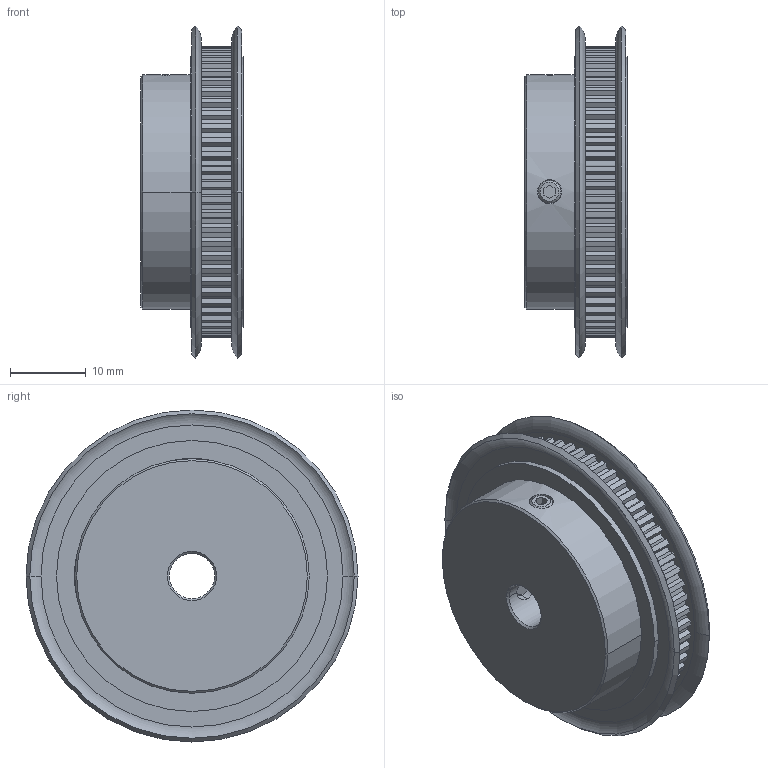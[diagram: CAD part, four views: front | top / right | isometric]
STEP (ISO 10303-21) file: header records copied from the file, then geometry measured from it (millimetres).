
FILE_DESCRIPTION (( 'STEP AP203' ), '1' );
FILE_NAME ('1375K197_MXL Series Timing Belt Pulley.STEP', '2022-05-02T15:12:01', ( 'Administrator' ), ( 'Managed by Terraform' ), 'SwSTEP 2.0', 'SolidWorks 2017', '' );
FILE_SCHEMA (( 'CONFIG_CONTROL_DESIGN' ));
Length unit declared in the file: millimetre
Products named in the file (1): 1375K197_MXL Series Timing Belt Pulley
Bounding box: 13.5 x 43.9 x 43.9 mm (x, y, z)
Volume: 12742.5 mm3; surface area: 6111.1 mm2
Topology: 3 solids, 3 shells, 307 faces, 866 edges, 570 vertices
Faces by surface type: plane 205, cylinder 76, cone 18, torus 8
Entity records: 10139 total; most frequent: CARTESIAN_POINT 1956, ORIENTED_EDGE 1732, DIRECTION 1652, EDGE_CURVE 866, LINE 672, VECTOR 672, VERTEX_POINT 570, AXIS2_PLACEMENT_3D 490
